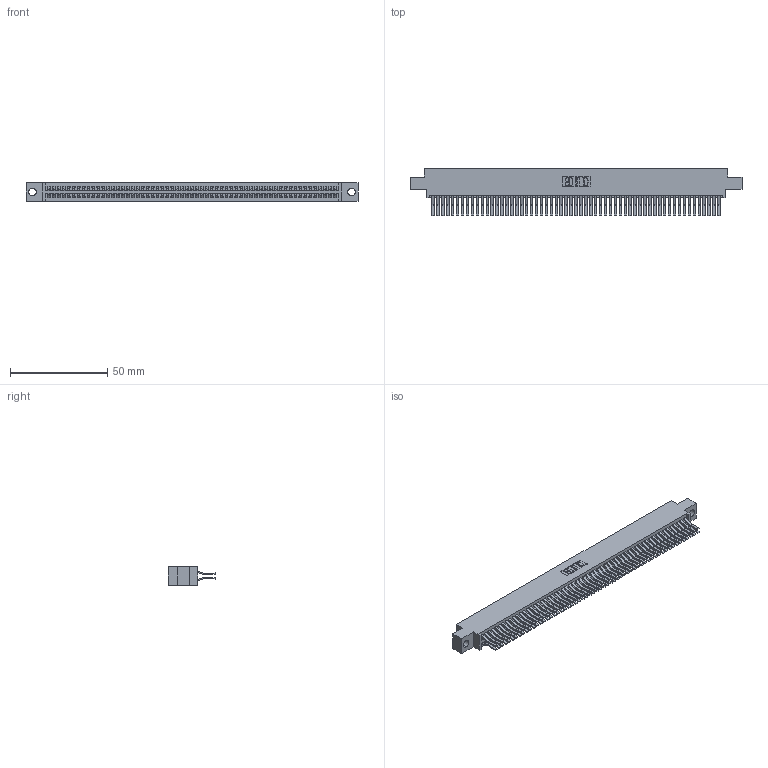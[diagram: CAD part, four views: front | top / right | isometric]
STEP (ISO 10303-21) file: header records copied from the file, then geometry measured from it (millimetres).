
FILE_DESCRIPTION (( 'STEP AP203' ), '1' );
FILE_NAME ('395-118-560-804.STEP', '2021-06-17T20:30:36', ( '' ), ( '' ), 'SwSTEP 2.0', 'SolidWorks 2020', '' );
FILE_SCHEMA (( 'CONFIG_CONTROL_DESIGN' ));
Length unit declared in the file: inch
Products named in the file (3): 345-292-001_560 Tail; 395-118-560-804; 345 Part_0.170 Offset - 0.156 Dia-TI
Assembly tree (119 placements, depth 2):
  395-118-560-804
    345 Part_0.170 Offset - 0.156 Dia-TI
    345-292-001_560 Tail  x118
Bounding box: 171.07 x 24.45 x 9.4 mm (x, y, z)
Volume: 17329.7 mm3; surface area: 27929.8 mm2
Topology: 119 solids, 119 shells, 6280 faces, 18679 edges, 12294 vertices
Faces by surface type: plane 3992, cylinder 2288
Entity records: 44643 total; most frequent: CARTESIAN_POINT 7474, ORIENTED_EDGE 7406, DIRECTION 6571, EDGE_CURVE 3703, VECTOR 3331, LINE 3331, VERTEX_POINT 2466, AXIS2_PLACEMENT_3D 1620
